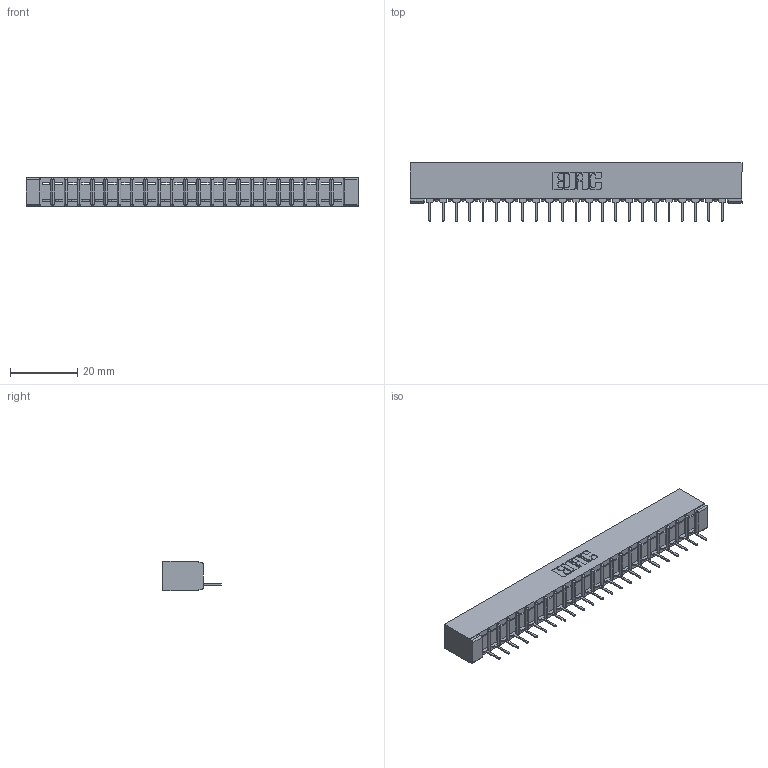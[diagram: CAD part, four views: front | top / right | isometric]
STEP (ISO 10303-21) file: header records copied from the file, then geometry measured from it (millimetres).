
FILE_DESCRIPTION (( 'STEP AP203' ), '1' );
FILE_NAME ('307-023-431-101.STEP', '2020-09-27T07:56:20', ( '' ), ( '' ), 'SwSTEP 2.0', 'SolidWorks 2020', '' );
FILE_SCHEMA (( 'CONFIG_CONTROL_DESIGN' ));
Length unit declared in the file: inch
Products named in the file (3): 307-290-001_531; 307-023-431-101; 307 Part_No Mounting Lugs
Assembly tree (24 placements, depth 2):
  307-023-431-101
    307 Part_No Mounting Lugs
    307-290-001_531  x23
Bounding box: 99.01 x 17.42 x 8.71 mm (x, y, z)
Volume: 6405.1 mm3; surface area: 10044.8 mm2
Topology: 24 solids, 24 shells, 1422 faces, 4025 edges, 2586 vertices
Faces by surface type: plane 917, cylinder 457, sphere 48
Entity records: 21750 total; most frequent: CARTESIAN_POINT 3656, ORIENTED_EDGE 3642, DIRECTION 3565, EDGE_CURVE 1821, VECTOR 1391, LINE 1391, VERTEX_POINT 1178, AXIS2_PLACEMENT_3D 1087
